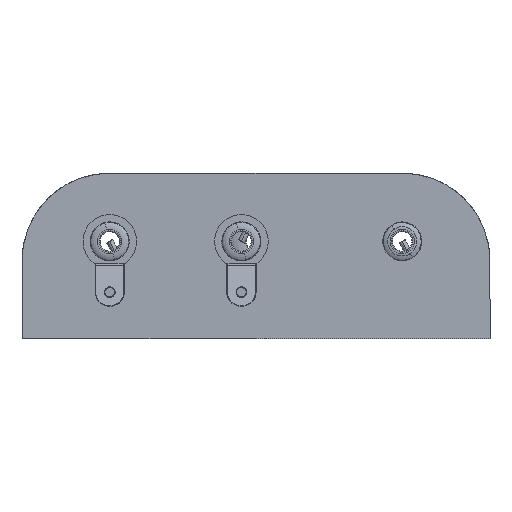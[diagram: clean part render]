
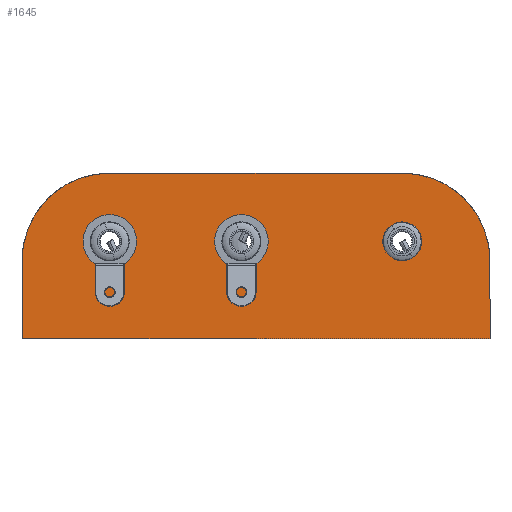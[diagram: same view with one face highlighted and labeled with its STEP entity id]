
A CAD part, front view. The second image highlights one B-rep face of the part: STEP entity #1645.
In plain terms, the highlighted planar face has unit normal (0, -1, 0).
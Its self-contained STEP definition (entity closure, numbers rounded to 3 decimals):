
#42 = EDGE_CURVE ( 'NONE', #548, #5746, #1914, .T. ) ;
#181 = CARTESIAN_POINT ( 'NONE',  ( -15., -29., 11.5 ) ) ;
#185 = EDGE_LOOP ( 'NONE', ( #6245, #6428, #2864, #4976, #1520, #6288 ) ) ;
#252 = VECTOR ( 'NONE', #3623, 1000. ) ;
#258 = EDGE_CURVE ( 'NONE', #3901, #1808, #4328, .T. ) ;
#302 = CARTESIAN_POINT ( 'NONE',  ( -15., -29., 10. ) ) ;
#374 = ORIENTED_EDGE ( 'NONE', *, *, #2654, .F. ) ;
#498 = DIRECTION ( 'NONE',  ( 0., -1., 0. ) ) ;
#503 = VECTOR ( 'NONE', #5192, 1000. ) ;
#532 = EDGE_CURVE ( 'NONE', #1046, #3258, #1752, .T. ) ;
#548 = VERTEX_POINT ( 'NONE', #2503 ) ;
#571 = EDGE_CURVE ( 'NONE', #2000, #6499, #929, .T. ) ;
#598 = FACE_BOUND ( 'NONE', #3869, .T. ) ;
#770 = DIRECTION ( 'NONE',  ( 0., 1., 0. ) ) ;
#779 = CARTESIAN_POINT ( 'NONE',  ( 15., -29., 17. ) ) ;
#901 = CARTESIAN_POINT ( 'NONE',  ( 15., -29., 10. ) ) ;
#929 = CIRCLE ( 'NONE', #4176, 1.5 ) ;
#948 = DIRECTION ( 'NONE',  ( 0., 0., 1. ) ) ;
#1046 = VERTEX_POINT ( 'NONE', #5047 ) ;
#1246 = AXIS2_PLACEMENT_3D ( 'NONE', #2499, #6759, #4671 ) ;
#1257 = CIRCLE ( 'NONE', #5214, 1.5 ) ;
#1267 = VECTOR ( 'NONE', #948, 1000. ) ;
#1299 = CIRCLE ( 'NONE', #5625, 1.5 ) ;
#1458 = CARTESIAN_POINT ( 'NONE',  ( 24., -29., 0. ) ) ;
#1505 = DIRECTION ( 'NONE',  ( 0., -1., 0. ) ) ;
#1512 = DIRECTION ( 'NONE',  ( 0., -1., 0. ) ) ;
#1520 = ORIENTED_EDGE ( 'NONE', *, *, #532, .F. ) ;
#1557 = DIRECTION ( 'NONE',  ( 0., 1., 0. ) ) ;
#1570 = CARTESIAN_POINT ( 'NONE',  ( -15., -29., 10. ) ) ;
#1619 = AXIS2_PLACEMENT_3D ( 'NONE', #4728, #1557, #4250 ) ;
#1645 = ADVANCED_FACE ( 'NONE', ( #3583, #598, #5320, #3983 ), #2961, .F. ) ;
#1752 = LINE ( 'NONE', #2478, #4409 ) ;
#1808 = VERTEX_POINT ( 'NONE', #6204 ) ;
#1914 = LINE ( 'NONE', #5808, #1267 ) ;
#1961 = ORIENTED_EDGE ( 'NONE', *, *, #5750, .F. ) ;
#2000 = VERTEX_POINT ( 'NONE', #5338 ) ;
#2136 = DIRECTION ( 'NONE',  ( 0., 0., -1. ) ) ;
#2366 = CARTESIAN_POINT ( 'NONE',  ( -15., -29., 8. ) ) ;
#2420 = DIRECTION ( 'NONE',  ( 0., -1., 0. ) ) ;
#2478 = CARTESIAN_POINT ( 'NONE',  ( 15., -29., 17. ) ) ;
#2491 = DIRECTION ( 'NONE',  ( 0., 0., -1. ) ) ;
#2499 = CARTESIAN_POINT ( 'NONE',  ( -1.5, -29., 10. ) ) ;
#2503 = CARTESIAN_POINT ( 'NONE',  ( -24., -29., 0. ) ) ;
#2507 = CARTESIAN_POINT ( 'NONE',  ( -15., -29., 8.5 ) ) ;
#2575 = CARTESIAN_POINT ( 'NONE',  ( 24., -29., 0. ) ) ;
#2637 = CIRCLE ( 'NONE', #4818, 9. ) ;
#2654 = EDGE_CURVE ( 'NONE', #6499, #2000, #1257, .T. ) ;
#2681 = DIRECTION ( 'NONE',  ( 0., 0., -1. ) ) ;
#2864 = ORIENTED_EDGE ( 'NONE', *, *, #3715, .F. ) ;
#2877 = CIRCLE ( 'NONE', #1246, 1.5 ) ;
#2961 = PLANE ( 'NONE',  #6527 ) ;
#3011 = EDGE_CURVE ( 'NONE', #5746, #1046, #5384, .T. ) ;
#3122 = AXIS2_PLACEMENT_3D ( 'NONE', #5869, #3764, #2681 ) ;
#3177 = ORIENTED_EDGE ( 'NONE', *, *, #5626, .F. ) ;
#3258 = VERTEX_POINT ( 'NONE', #779 ) ;
#3395 = DIRECTION ( 'NONE',  ( 0., 0., -1. ) ) ;
#3429 = EDGE_LOOP ( 'NONE', ( #3445, #1961 ) ) ;
#3445 = ORIENTED_EDGE ( 'NONE', *, *, #258, .F. ) ;
#3532 = VERTEX_POINT ( 'NONE', #4012 ) ;
#3569 = LINE ( 'NONE', #2575, #503 ) ;
#3583 = FACE_BOUND ( 'NONE', #5556, .T. ) ;
#3623 = DIRECTION ( 'NONE',  ( 0., 0., -1. ) ) ;
#3672 = EDGE_CURVE ( 'NONE', #3532, #548, #3569, .T. ) ;
#3691 = DIRECTION ( 'NONE',  ( 0., 0., -1. ) ) ;
#3715 = EDGE_CURVE ( 'NONE', #6316, #3532, #4468, .T. ) ;
#3764 = DIRECTION ( 'NONE',  ( 0., -1., 0. ) ) ;
#3869 = EDGE_LOOP ( 'NONE', ( #374, #4277 ) ) ;
#3901 = VERTEX_POINT ( 'NONE', #4889 ) ;
#3983 = FACE_OUTER_BOUND ( 'NONE', #185, .T. ) ;
#4012 = CARTESIAN_POINT ( 'NONE',  ( 24., -29., 0. ) ) ;
#4019 = CARTESIAN_POINT ( 'NONE',  ( 24., -29., 8. ) ) ;
#4176 = AXIS2_PLACEMENT_3D ( 'NONE', #5729, #1505, #3691 ) ;
#4200 = CARTESIAN_POINT ( 'NONE',  ( 15., -29., 8.5 ) ) ;
#4250 = DIRECTION ( 'NONE',  ( 0., 0., 1. ) ) ;
#4277 = ORIENTED_EDGE ( 'NONE', *, *, #571, .F. ) ;
#4328 = CIRCLE ( 'NONE', #3122, 1.5 ) ;
#4409 = VECTOR ( 'NONE', #5671, 1000. ) ;
#4468 = LINE ( 'NONE', #1458, #252 ) ;
#4654 = VERTEX_POINT ( 'NONE', #2507 ) ;
#4671 = DIRECTION ( 'NONE',  ( 0., 0., -1. ) ) ;
#4728 = CARTESIAN_POINT ( 'NONE',  ( -15., -29., 8. ) ) ;
#4818 = AXIS2_PLACEMENT_3D ( 'NONE', #5421, #6468, #3395 ) ;
#4871 = AXIS2_PLACEMENT_3D ( 'NONE', #1570, #498, #2136 ) ;
#4889 = CARTESIAN_POINT ( 'NONE',  ( -1.5, -29., 8.5 ) ) ;
#4976 = ORIENTED_EDGE ( 'NONE', *, *, #5033, .F. ) ;
#5033 = EDGE_CURVE ( 'NONE', #3258, #6316, #2637, .T. ) ;
#5047 = CARTESIAN_POINT ( 'NONE',  ( -15., -29., 17. ) ) ;
#5098 = VERTEX_POINT ( 'NONE', #181 ) ;
#5192 = DIRECTION ( 'NONE',  ( -1., 0., 0. ) ) ;
#5214 = AXIS2_PLACEMENT_3D ( 'NONE', #901, #1512, #2491 ) ;
#5320 = FACE_BOUND ( 'NONE', #3429, .T. ) ;
#5338 = CARTESIAN_POINT ( 'NONE',  ( 15., -29., 11.5 ) ) ;
#5384 = CIRCLE ( 'NONE', #1619, 9. ) ;
#5421 = CARTESIAN_POINT ( 'NONE',  ( 15., -29., 8. ) ) ;
#5556 = EDGE_LOOP ( 'NONE', ( #6554, #3177 ) ) ;
#5625 = AXIS2_PLACEMENT_3D ( 'NONE', #302, #2420, #6162 ) ;
#5626 = EDGE_CURVE ( 'NONE', #5098, #4654, #1299, .T. ) ;
#5671 = DIRECTION ( 'NONE',  ( 1., 0., 0. ) ) ;
#5699 = CARTESIAN_POINT ( 'NONE',  ( -24., -29., 8. ) ) ;
#5729 = CARTESIAN_POINT ( 'NONE',  ( 15., -29., 10. ) ) ;
#5746 = VERTEX_POINT ( 'NONE', #5699 ) ;
#5750 = EDGE_CURVE ( 'NONE', #1808, #3901, #2877, .T. ) ;
#5808 = CARTESIAN_POINT ( 'NONE',  ( -24., -29., 0. ) ) ;
#5869 = CARTESIAN_POINT ( 'NONE',  ( -1.5, -29., 10. ) ) ;
#6162 = DIRECTION ( 'NONE',  ( 0., 0., -1. ) ) ;
#6204 = CARTESIAN_POINT ( 'NONE',  ( -1.5, -29., 11.5 ) ) ;
#6245 = ORIENTED_EDGE ( 'NONE', *, *, #42, .F. ) ;
#6288 = ORIENTED_EDGE ( 'NONE', *, *, #3011, .F. ) ;
#6316 = VERTEX_POINT ( 'NONE', #4019 ) ;
#6403 = EDGE_CURVE ( 'NONE', #4654, #5098, #6565, .T. ) ;
#6428 = ORIENTED_EDGE ( 'NONE', *, *, #3672, .F. ) ;
#6468 = DIRECTION ( 'NONE',  ( 0., 1., 0. ) ) ;
#6499 = VERTEX_POINT ( 'NONE', #4200 ) ;
#6527 = AXIS2_PLACEMENT_3D ( 'NONE', #2366, #770, #6573 ) ;
#6554 = ORIENTED_EDGE ( 'NONE', *, *, #6403, .F. ) ;
#6565 = CIRCLE ( 'NONE', #4871, 1.5 ) ;
#6573 = DIRECTION ( 'NONE',  ( 0., 0., 1. ) ) ;
#6759 = DIRECTION ( 'NONE',  ( 0., -1., 0. ) ) ;
